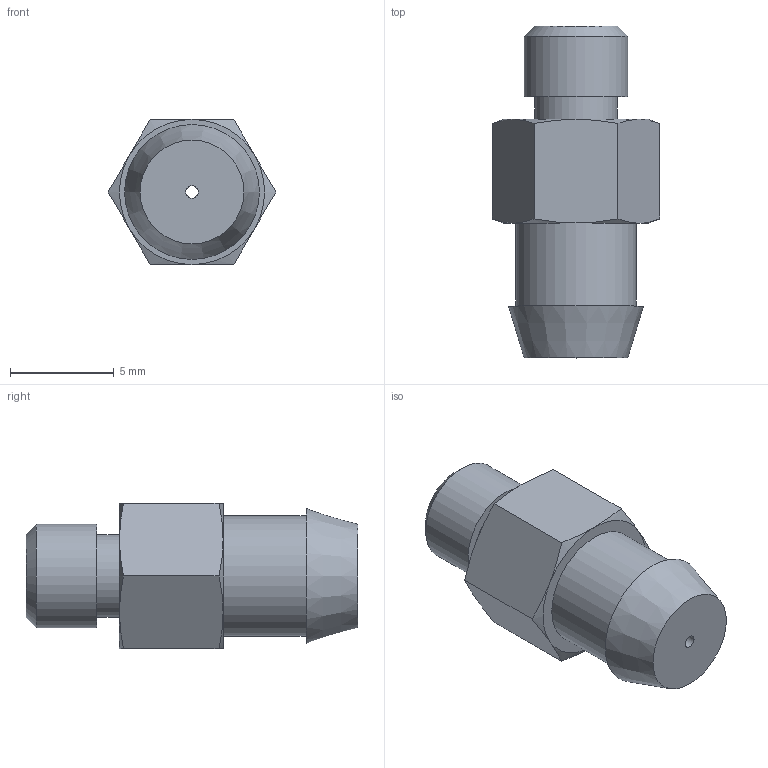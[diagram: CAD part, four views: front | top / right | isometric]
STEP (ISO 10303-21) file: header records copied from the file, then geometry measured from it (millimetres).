
FILE_DESCRIPTION(/* description */ ('Unknown'),/* implementation_level */ '2;1');
FILE_NAME(/* name */ 'IM21SPO94',/* time_stamp */ '2023-06-16T09:47:06-04:00',/* author */ ('Unknown'),/* organization */ ('Unknown'),/* preprocessor_version */ 'ST-DEVELOPER v18.1',/* originating_system */ 'Solid Edge',/* authorisation */ 'Unknown');
FILE_SCHEMA (('AUTOMOTIVE_DESIGN {1 0 10303 214 3 1 1}'));
Length unit declared in the file: millimetre
Products named in the file (1): IM21SPO94
Bounding box: 8.08 x 16 x 7 mm (x, y, z)
Volume: 412.9 mm3; surface area: 486.1 mm2
Topology: 1 solids, 1 shells, 32 faces, 62 edges, 37 vertices
Faces by surface type: cone 14, plane 13, cylinder 5
Full cylindrical faces by diameter (mm): 0.6 x1, 2.5 x1, 4 x1, 5 x1, 5.8 x1
Entity records: 1048 total; most frequent: CARTESIAN_POINT 197, DIRECTION 122, ORIENTED_EDGE 110, AXIS2_PLACEMENT_3D 58, EDGE_CURVE 55, EDGE_LOOP 46, FACE_BOUND 46, VERTEX_POINT 37
